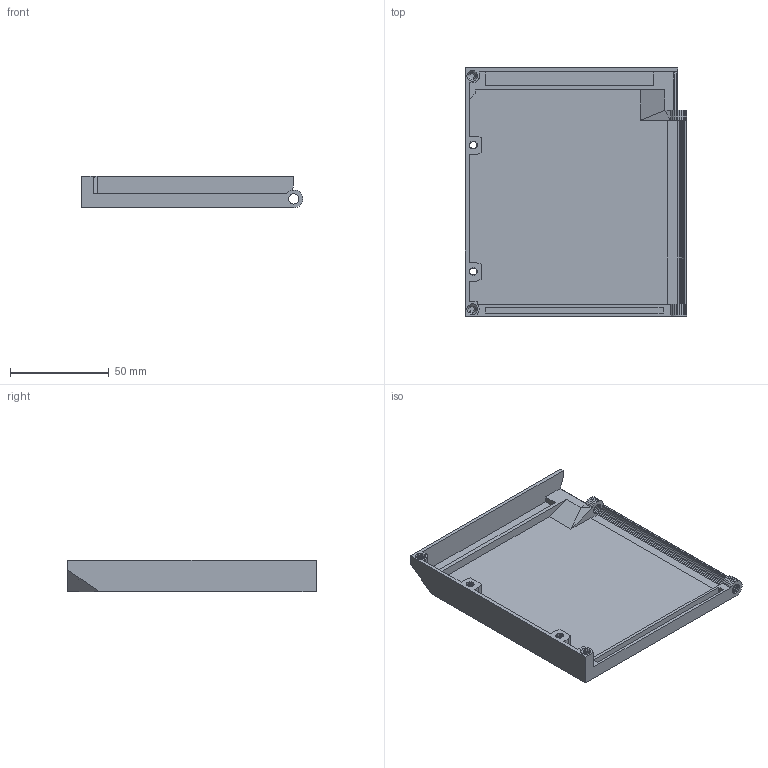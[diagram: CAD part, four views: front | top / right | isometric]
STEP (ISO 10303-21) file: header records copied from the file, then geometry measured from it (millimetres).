
FILE_DESCRIPTION(('FreeCAD Model'),'2;1');
FILE_NAME('SKR1_3-door.step', '2020-03-10T20:39:07',('Author'),(''), 'Open CASCADE STEP processor 7.3','FreeCAD','Unknown');
FILE_SCHEMA(('AUTOMOTIVE_DESIGN { 1 0 10303 214 1 1 1 1 }'));
Length unit declared in the file: millimetre
Products named in the file (1): Fusion001
Bounding box: 111.98 x 125.49 x 16 mm (x, y, z)
Volume: 34245.6 mm3; surface area: 39230.4 mm2
Topology: 1 solids, 1 shells, 668 faces, 1446 edges, 784 vertices
Faces by surface type: plane 668
Entity records: 35193 total; most frequent: CARTESIAN_POINT 6483, DIRECTION 4984, LINE 3646, VECTOR 3646, ORIENTED_EDGE 2892, PCURVE 2892, DEFINITIONAL_REPRESENTATION 2892, EDGE_CURVE 1446
